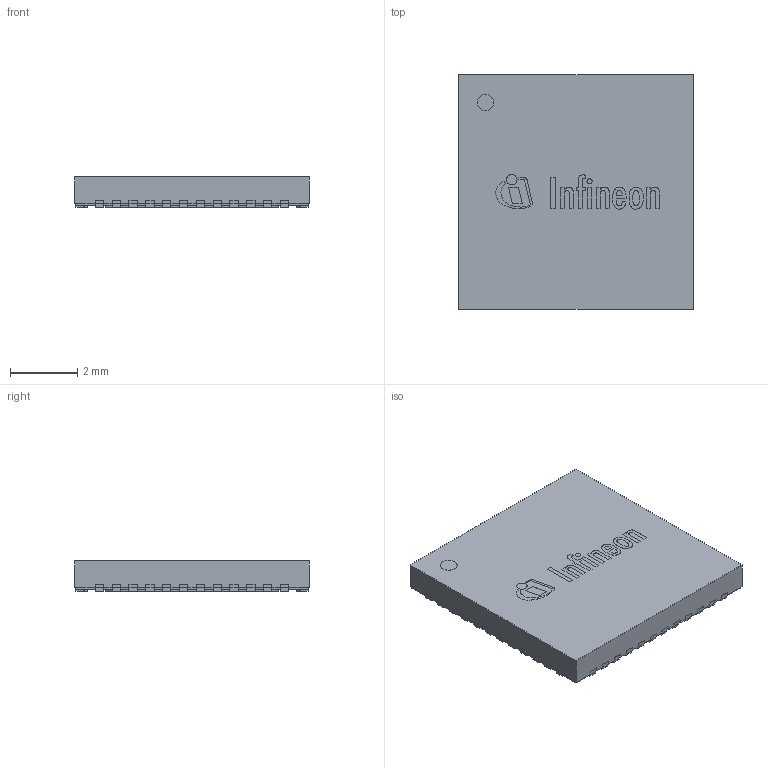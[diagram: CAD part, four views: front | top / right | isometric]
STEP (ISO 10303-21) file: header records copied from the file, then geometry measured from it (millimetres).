
FILE_DESCRIPTION(/* description */ (''),/* implementation_level */ '2;1');
FILE_NAME(/* name */ 'PG-VQFN-48-39_Z8B00245105_V03_3D.stp',/* time_stamp */ '2025-07-18T18:41:15+05:30',/* author */ ('sivamani'),/* organization */ (''),/* preprocessor_version */ 'ST-DEVELOPER v19.2',/* originating_system */ 'AutoCAD Mechanical',/* authorisation */ '');
FILE_SCHEMA (('AUTOMOTIVE_DESIGN { 1 0 10303 214 3 1 1 }'));
Length unit declared in the file: millimetre
Products named in the file (1): Product
Bounding box: 7 x 7 x 0.9 mm (x, y, z)
Volume: 42.9 mm3; surface area: 209.8 mm2
Topology: 63 solids, 63 shells, 845 faces, 2151 edges, 1434 vertices
Faces by surface type: plane 709, cylinder 118, bspline 18
Full cylindrical faces by diameter (mm): 0.154 x1, 0.316 x1, 0.5 x2
Entity records: 25412 total; most frequent: CARTESIAN_POINT 4801, ORIENTED_EDGE 4302, DIRECTION 4007, EDGE_CURVE 2151, LINE 1879, VECTOR 1879, VERTEX_POINT 1434, AXIS2_PLACEMENT_3D 1064
